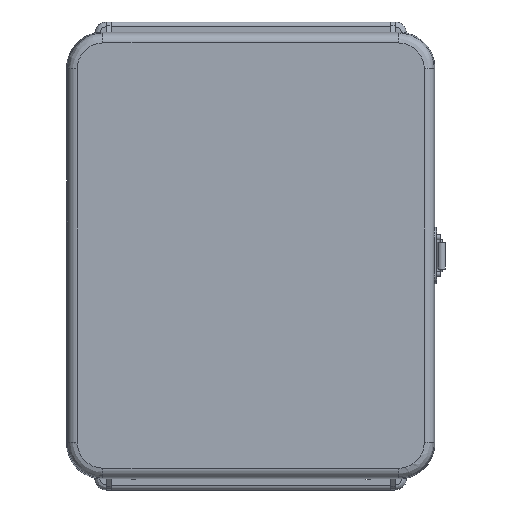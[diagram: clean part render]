
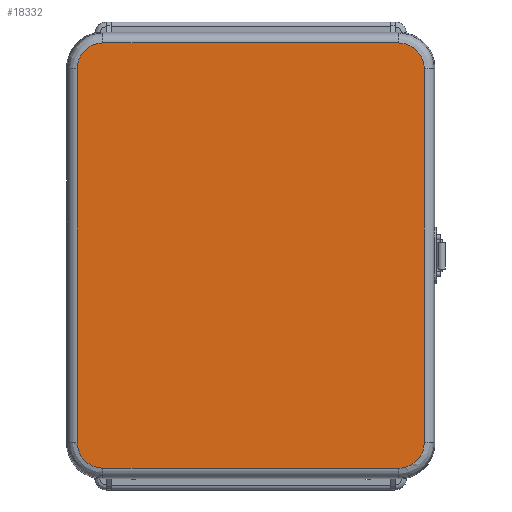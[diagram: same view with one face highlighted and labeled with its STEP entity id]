
A CAD part, top view. The second image highlights one B-rep face of the part: STEP entity #18332.
In plain terms, the highlighted face is planar.
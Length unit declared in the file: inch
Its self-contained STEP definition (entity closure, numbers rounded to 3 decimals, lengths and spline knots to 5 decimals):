
#1012=PLANE('',#20290);
#1428=ELLIPSE('',#20264,0.6568,0.656);
#1431=ELLIPSE('',#20268,0.6568,0.656);
#1432=ELLIPSE('',#20274,0.6568,0.656);
#1435=ELLIPSE('',#20278,0.6568,0.656);
#2121=FACE_OUTER_BOUND('',#3276,.T.);
#3276=EDGE_LOOP('',(#14870,#14871,#14872,#14873,#14874,#14875,#14876,#14877));
#4654=LINE('',#34194,#6038);
#4656=LINE('',#34338,#6040);
#4659=LINE('',#34345,#6043);
#4661=LINE('',#34491,#6045);
#6038=VECTOR('',#24200,9.55915);
#6040=VECTOR('',#24220,7.55915);
#6043=VECTOR('',#24227,7.55915);
#6045=VECTOR('',#24243,9.55915);
#8582=VERTEX_POINT('',#34191);
#8583=VERTEX_POINT('',#34193);
#8586=VERTEX_POINT('',#34262);
#8587=VERTEX_POINT('',#34329);
#8590=VERTEX_POINT('',#34336);
#8591=VERTEX_POINT('',#34341);
#8594=VERTEX_POINT('',#34417);
#8595=VERTEX_POINT('',#34484);
#10831=EDGE_CURVE('',#8582,#8583,#4654,.T.);
#10835=EDGE_CURVE('',#8586,#8582,#1428,.T.);
#10839=EDGE_CURVE('',#8583,#8587,#1431,.T.);
#10841=EDGE_CURVE('',#8590,#8586,#4656,.T.);
#10845=EDGE_CURVE('',#8587,#8591,#4659,.T.);
#10847=EDGE_CURVE('',#8594,#8590,#1432,.T.);
#10851=EDGE_CURVE('',#8591,#8595,#1435,.T.);
#10853=EDGE_CURVE('',#8595,#8594,#4661,.T.);
#14870=ORIENTED_EDGE('',*,*,#10831,.F.);
#14871=ORIENTED_EDGE('',*,*,#10835,.F.);
#14872=ORIENTED_EDGE('',*,*,#10841,.F.);
#14873=ORIENTED_EDGE('',*,*,#10847,.F.);
#14874=ORIENTED_EDGE('',*,*,#10853,.F.);
#14875=ORIENTED_EDGE('',*,*,#10851,.F.);
#14876=ORIENTED_EDGE('',*,*,#10845,.F.);
#14877=ORIENTED_EDGE('',*,*,#10839,.F.);
#18332=ADVANCED_FACE('',(#2121),#1012,.F.);
#20264=AXIS2_PLACEMENT_3D('',#34264,#24206,#24207);
#20268=AXIS2_PLACEMENT_3D('',#34333,#24214,#24215);
#20274=AXIS2_PLACEMENT_3D('',#34419,#24230,#24231);
#20278=AXIS2_PLACEMENT_3D('',#34488,#24238,#24239);
#20290=AXIS2_PLACEMENT_3D('',#34518,#24271,#24272);
#24200=DIRECTION('',(0.,1.,0.));
#24206=DIRECTION('center_axis',(0.,0.,1.));
#24207=DIRECTION('ref_axis',(0.707,-0.707,0.));
#24214=DIRECTION('center_axis',(0.,0.,1.));
#24215=DIRECTION('ref_axis',(0.707,0.707,0.));
#24220=DIRECTION('',(1.,0.,0.));
#24227=DIRECTION('',(-1.,0.,0.));
#24230=DIRECTION('center_axis',(0.,0.,1.));
#24231=DIRECTION('ref_axis',(-0.707,-0.707,0.));
#24238=DIRECTION('center_axis',(0.,0.,1.));
#24239=DIRECTION('ref_axis',(-0.707,0.707,0.));
#24243=DIRECTION('',(0.,-1.,0.));
#24271=DIRECTION('center_axis',(0.,0.,1.));
#24272=DIRECTION('ref_axis',(1.,0.,0.));
#34191=CARTESIAN_POINT('',(8.45517,-0.25957,-0.885));
#34193=CARTESIAN_POINT('',(8.45517,9.29957,-0.885));
#34194=CARTESIAN_POINT('',(8.45517,-0.25957,-0.885));
#34262=CARTESIAN_POINT('',(7.79957,-0.91517,-0.885));
#34264=CARTESIAN_POINT('Origin',(7.79877,-0.25877,-0.885));
#34329=CARTESIAN_POINT('',(7.79957,9.95517,-0.885));
#34333=CARTESIAN_POINT('Origin',(7.79877,9.29877,-0.885));
#34336=CARTESIAN_POINT('',(0.24043,-0.91517,-0.885));
#34338=CARTESIAN_POINT('',(0.24043,-0.91517,-0.885));
#34341=CARTESIAN_POINT('',(0.24043,9.95517,-0.885));
#34345=CARTESIAN_POINT('',(7.79957,9.95517,-0.885));
#34417=CARTESIAN_POINT('',(-0.41517,-0.25957,-0.885));
#34419=CARTESIAN_POINT('Origin',(0.24123,-0.25877,-0.885));
#34484=CARTESIAN_POINT('',(-0.41517,9.29957,-0.885));
#34488=CARTESIAN_POINT('Origin',(0.24123,9.29877,-0.885));
#34491=CARTESIAN_POINT('',(-0.41517,9.29957,-0.885));
#34518=CARTESIAN_POINT('Origin',(4.02,4.52,-0.885));
